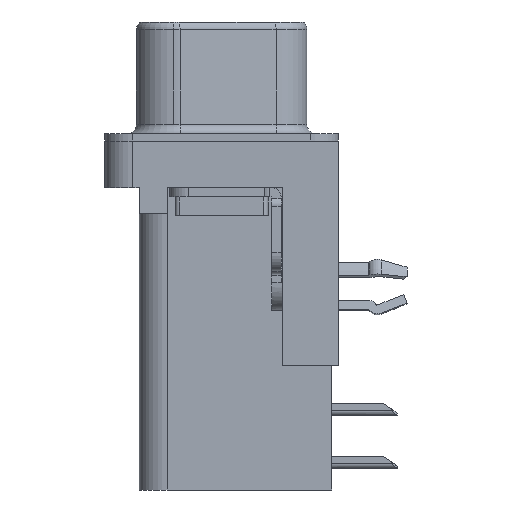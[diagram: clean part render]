
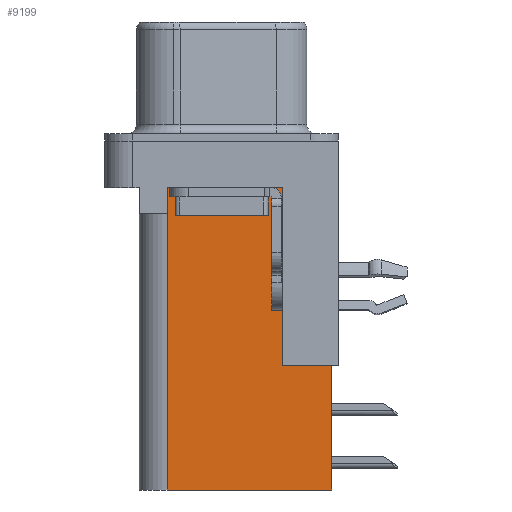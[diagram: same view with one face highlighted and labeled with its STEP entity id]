
A CAD part, left-side view. The second image highlights one B-rep face of the part: STEP entity #9199.
In plain terms, the highlighted planar face has unit normal (-1, 0, 0).
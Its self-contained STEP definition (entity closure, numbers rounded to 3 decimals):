
#21 = DIRECTION ( 'NONE',  ( 1., 0., 0. ) ) ;
#887 = CARTESIAN_POINT ( 'NONE',  ( 3.79, -3.295, -18.76 ) ) ;
#1086 = AXIS2_PLACEMENT_3D ( 'NONE', #15386, #21, #9812 ) ;
#1178 = VECTOR ( 'NONE', #13490, 1000. ) ;
#1321 = EDGE_CURVE ( 'NONE', #10676, #6509, #11820, .T. ) ;
#1437 = VERTEX_POINT ( 'NONE', #9601 ) ;
#1613 = LINE ( 'NONE', #887, #1178 ) ;
#2121 = VECTOR ( 'NONE', #12984, 1000. ) ;
#2456 = EDGE_CURVE ( 'NONE', #10853, #13593, #15331, .T. ) ;
#3296 = DIRECTION ( 'NONE',  ( 0., 0., -1. ) ) ;
#3328 = DIRECTION ( 'NONE',  ( 0., 1., 0. ) ) ;
#3633 = VERTEX_POINT ( 'NONE', #16700 ) ;
#4185 = PLANE ( 'NONE',  #1086 ) ;
#4719 = VECTOR ( 'NONE', #10056, 1000. ) ;
#6237 = CARTESIAN_POINT ( 'NONE',  ( 3.79, 0., -3.9 ) ) ;
#6509 = VERTEX_POINT ( 'NONE', #10154 ) ;
#6872 = FACE_OUTER_BOUND ( 'NONE', #8238, .T. ) ;
#6926 = VERTEX_POINT ( 'NONE', #15713 ) ;
#7326 = VERTEX_POINT ( 'NONE', #13782 ) ;
#7497 = LINE ( 'NONE', #7829, #14496 ) ;
#7829 = CARTESIAN_POINT ( 'NONE',  ( 3.79, -3.295, -18.76 ) ) ;
#7973 = CARTESIAN_POINT ( 'NONE',  ( 3.79, -5.925, -12.05 ) ) ;
#8189 = VECTOR ( 'NONE', #3296, 1000. ) ;
#8238 = EDGE_LOOP ( 'NONE', ( #13016, #16353, #12667, #13269, #10484, #14370, #11945, #13554 ) ) ;
#8450 = LINE ( 'NONE', #8644, #4719 ) ;
#8549 = EDGE_CURVE ( 'NONE', #13593, #6926, #1613, .T. ) ;
#8624 = LINE ( 'NONE', #17360, #8189 ) ;
#8644 = CARTESIAN_POINT ( 'NONE',  ( 3.79, 2.925, -18.76 ) ) ;
#9199 = ADVANCED_FACE ( 'NONE', ( #6872 ), #4185, .F. ) ;
#9236 = DIRECTION ( 'NONE',  ( 0., 1., 0. ) ) ;
#9421 = EDGE_CURVE ( 'NONE', #1437, #3633, #7497, .T. ) ;
#9445 = EDGE_CURVE ( 'NONE', #6926, #7326, #10808, .T. ) ;
#9586 = LINE ( 'NONE', #11586, #2121 ) ;
#9601 = CARTESIAN_POINT ( 'NONE',  ( 3.79, -5.925, -18.76 ) ) ;
#9812 = DIRECTION ( 'NONE',  ( 0., 1., 0. ) ) ;
#10056 = DIRECTION ( 'NONE',  ( 0., 0., 1. ) ) ;
#10154 = CARTESIAN_POINT ( 'NONE',  ( 3.79, 2.925, -3.9 ) ) ;
#10310 = CARTESIAN_POINT ( 'NONE',  ( 3.79, 2.895, -3.9 ) ) ;
#10349 = VECTOR ( 'NONE', #12053, 1000. ) ;
#10484 = ORIENTED_EDGE ( 'NONE', *, *, #9421, .F. ) ;
#10676 = VERTEX_POINT ( 'NONE', #10310 ) ;
#10808 = LINE ( 'NONE', #13401, #10349 ) ;
#10853 = VERTEX_POINT ( 'NONE', #7973 ) ;
#11379 = EDGE_CURVE ( 'NONE', #10853, #1437, #8624, .T. ) ;
#11586 = CARTESIAN_POINT ( 'NONE',  ( 3.79, 2.895, -3.9 ) ) ;
#11598 = VECTOR ( 'NONE', #3328, 1000. ) ;
#11820 = LINE ( 'NONE', #6237, #15550 ) ;
#11945 = ORIENTED_EDGE ( 'NONE', *, *, #2456, .T. ) ;
#12053 = DIRECTION ( 'NONE',  ( 0., 1., 0. ) ) ;
#12667 = ORIENTED_EDGE ( 'NONE', *, *, #1321, .T. ) ;
#12984 = DIRECTION ( 'NONE',  ( 0., 0., -1. ) ) ;
#13016 = ORIENTED_EDGE ( 'NONE', *, *, #9445, .T. ) ;
#13214 = DIRECTION ( 'NONE',  ( 0., 1., 0. ) ) ;
#13251 = CARTESIAN_POINT ( 'NONE',  ( 3.79, -3.295, -12.05 ) ) ;
#13269 = ORIENTED_EDGE ( 'NONE', *, *, #15536, .F. ) ;
#13401 = CARTESIAN_POINT ( 'NONE',  ( 3.79, -3.295, -2.5 ) ) ;
#13490 = DIRECTION ( 'NONE',  ( 0., 0., 1. ) ) ;
#13554 = ORIENTED_EDGE ( 'NONE', *, *, #8549, .T. ) ;
#13593 = VERTEX_POINT ( 'NONE', #13251 ) ;
#13782 = CARTESIAN_POINT ( 'NONE',  ( 3.79, 2.895, -2.5 ) ) ;
#14092 = EDGE_CURVE ( 'NONE', #7326, #10676, #9586, .T. ) ;
#14370 = ORIENTED_EDGE ( 'NONE', *, *, #11379, .F. ) ;
#14496 = VECTOR ( 'NONE', #9236, 1000. ) ;
#15331 = LINE ( 'NONE', #15894, #11598 ) ;
#15386 = CARTESIAN_POINT ( 'NONE',  ( 3.79, -3.295, -18.76 ) ) ;
#15536 = EDGE_CURVE ( 'NONE', #3633, #6509, #8450, .T. ) ;
#15550 = VECTOR ( 'NONE', #13214, 1000. ) ;
#15713 = CARTESIAN_POINT ( 'NONE',  ( 3.79, -3.295, -2.5 ) ) ;
#15894 = CARTESIAN_POINT ( 'NONE',  ( 3.79, -6.295, -12.05 ) ) ;
#16353 = ORIENTED_EDGE ( 'NONE', *, *, #14092, .T. ) ;
#16700 = CARTESIAN_POINT ( 'NONE',  ( 3.79, 2.925, -18.76 ) ) ;
#17360 = CARTESIAN_POINT ( 'NONE',  ( 3.79, -5.925, -2. ) ) ;
